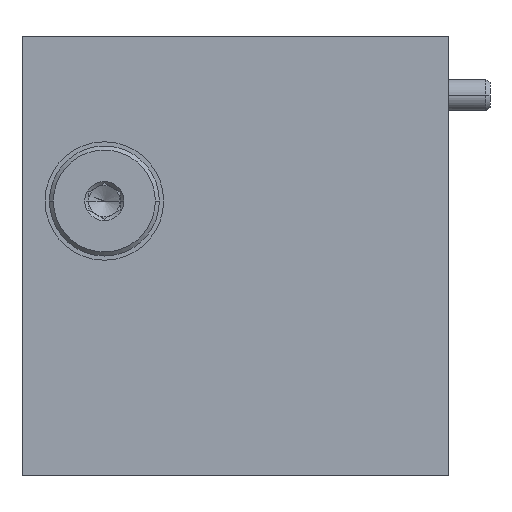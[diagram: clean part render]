
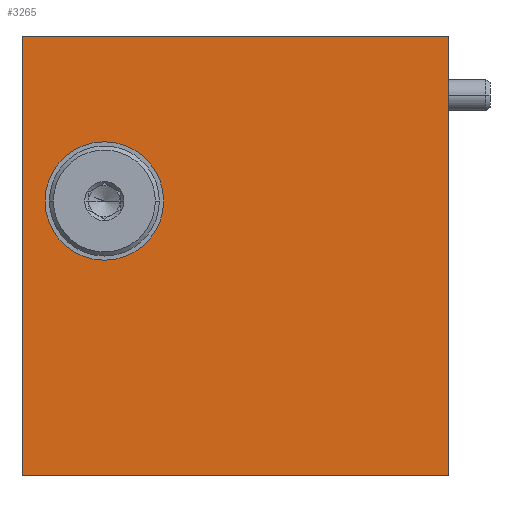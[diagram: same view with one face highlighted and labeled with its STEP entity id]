
A CAD part, left-side view. The second image highlights one B-rep face of the part: STEP entity #3265.
In plain terms, the highlighted planar face has unit normal (-1, 0, 0).
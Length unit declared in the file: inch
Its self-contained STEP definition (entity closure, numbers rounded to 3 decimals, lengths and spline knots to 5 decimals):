
#9=DIRECTION('',(0.,-1.,0.));
#10=VECTOR('',#9,1.7);
#11=CARTESIAN_POINT('',(0.,0.,0.));
#12=LINE('',#11,#10);
#421=DIRECTION('',(0.,0.,1.));
#422=VECTOR('',#421,1.75);
#423=CARTESIAN_POINT('',(0.,-1.7,0.));
#424=LINE('',#423,#422);
#719=DIRECTION('',(0.,0.,1.));
#720=VECTOR('',#719,1.75);
#721=CARTESIAN_POINT('',(0.,0.,0.));
#722=LINE('',#721,#720);
#723=CARTESIAN_POINT('',(0.,-0.328,1.094));
#724=DIRECTION('',(1.,0.,0.));
#725=DIRECTION('',(0.,0.,-1.));
#726=AXIS2_PLACEMENT_3D('',#723,#724,#725);
#728=CARTESIAN_POINT('',(0.,-0.328,1.094));
#729=DIRECTION('',(1.,0.,0.));
#730=DIRECTION('',(0.,0.,1.));
#731=AXIS2_PLACEMENT_3D('',#728,#729,#730);
#1085=DIRECTION('',(0.,-1.,0.));
#1086=VECTOR('',#1085,1.7);
#1087=CARTESIAN_POINT('',(0.,0.,1.75));
#1088=LINE('',#1087,#1086);
#2348=CARTESIAN_POINT('',(0.,0.,0.));
#2349=CARTESIAN_POINT('',(0.,-1.7,0.));
#2350=VERTEX_POINT('',#2348);
#2351=VERTEX_POINT('',#2349);
#2352=CARTESIAN_POINT('',(0.,0.,1.75));
#2353=CARTESIAN_POINT('',(0.,-1.7,1.75));
#2354=VERTEX_POINT('',#2352);
#2355=VERTEX_POINT('',#2353);
#2376=CARTESIAN_POINT('',(0.,-0.328,0.858));
#2377=CARTESIAN_POINT('',(0.,-0.328,1.33));
#2378=VERTEX_POINT('',#2376);
#2379=VERTEX_POINT('',#2377);
#3246=CARTESIAN_POINT('',(0.,0.,0.));
#3247=DIRECTION('',(-1.,0.,0.));
#3248=DIRECTION('',(0.,-1.,0.));
#3249=AXIS2_PLACEMENT_3D('',#3246,#3247,#3248);
#3250=PLANE('',#3249);
#3251=ORIENTED_EDGE('',*,*,#2720,.F.);
#3253=ORIENTED_EDGE('',*,*,#3252,.T.);
#3255=ORIENTED_EDGE('',*,*,#3254,.T.);
#3256=ORIENTED_EDGE('',*,*,#3162,.F.);
#3257=EDGE_LOOP('',(#3251,#3253,#3255,#3256));
#3258=FACE_OUTER_BOUND('',#3257,.F.);
#3260=ORIENTED_EDGE('',*,*,#3259,.F.);
#3262=ORIENTED_EDGE('',*,*,#3261,.F.);
#3263=EDGE_LOOP('',(#3260,#3262));
#3264=FACE_BOUND('',#3263,.F.);
#3265=ADVANCED_FACE('',(#3258,#3264),#3250,.T.);
#727=CIRCLE('',#726,0.236);
#732=CIRCLE('',#731,0.236);
#2720=EDGE_CURVE('',#2350,#2351,#12,.T.);
#3162=EDGE_CURVE('',#2351,#2355,#424,.T.);
#3252=EDGE_CURVE('',#2350,#2354,#722,.T.);
#3254=EDGE_CURVE('',#2354,#2355,#1088,.T.);
#3259=EDGE_CURVE('',#2378,#2379,#727,.T.);
#3261=EDGE_CURVE('',#2379,#2378,#732,.T.);
